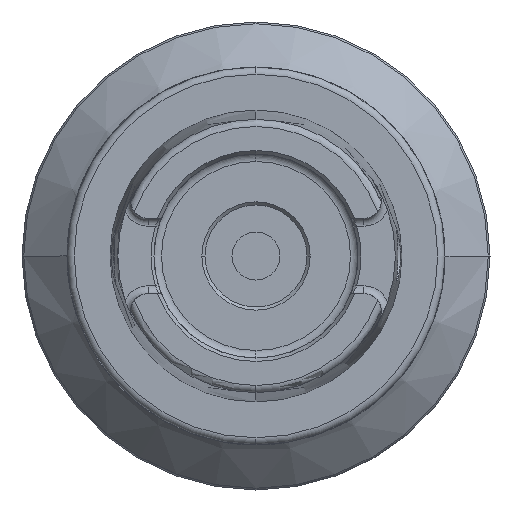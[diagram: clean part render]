
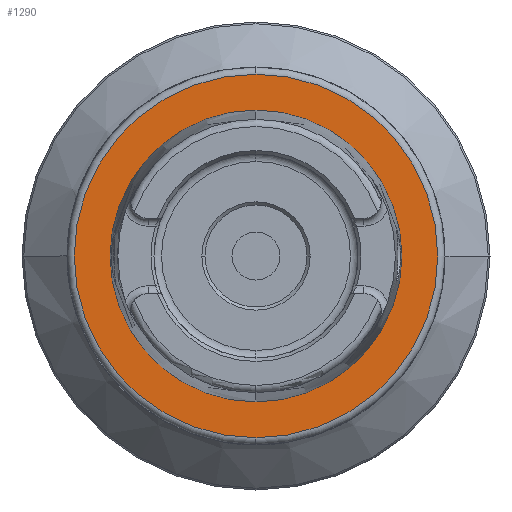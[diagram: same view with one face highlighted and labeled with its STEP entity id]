
A CAD part, left-side view. The second image highlights one B-rep face of the part: STEP entity #1290.
In plain terms, the highlighted planar face has unit normal (-1, 0, 0).
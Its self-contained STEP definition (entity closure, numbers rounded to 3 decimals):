
#418 = DIRECTION ( 'NONE',  ( -1., 0., 0. ) ) ;
#516 = CARTESIAN_POINT ( 'NONE',  ( 0., -30.3, 0. ) ) ;
#654 = CIRCLE ( 'NONE', #7813, 30.3 ) ;
#687 = ORIENTED_EDGE ( 'NONE', *, *, #2961, .F. ) ;
#752 = DIRECTION ( 'NONE',  ( 0., 1., 0. ) ) ;
#1015 = ORIENTED_EDGE ( 'NONE', *, *, #8290, .T. ) ;
#1290 = ADVANCED_FACE ( 'NONE', ( #7208, #9056 ), #6311, .T. ) ;
#2610 = CARTESIAN_POINT ( 'NONE',  ( 0., 0., 0. ) ) ;
#2892 = ORIENTED_EDGE ( 'NONE', *, *, #5551, .F. ) ;
#2961 = EDGE_CURVE ( 'NONE', #3319, #5098, #654, .T. ) ;
#3033 = VERTEX_POINT ( 'NONE', #9865 ) ;
#3074 = CARTESIAN_POINT ( 'NONE',  ( 0., 0., 0. ) ) ;
#3319 = VERTEX_POINT ( 'NONE', #8220 ) ;
#4200 = DIRECTION ( 'NONE',  ( 1., 0., 0. ) ) ;
#4815 = CARTESIAN_POINT ( 'NONE',  ( 0., -24.321, 0. ) ) ;
#5066 = DIRECTION ( 'NONE',  ( 0., 1., 0. ) ) ;
#5098 = VERTEX_POINT ( 'NONE', #516 ) ;
#5203 = CARTESIAN_POINT ( 'NONE',  ( 0., 24.321, 0. ) ) ;
#5417 = EDGE_CURVE ( 'NONE', #3033, #10242, #7746, .T. ) ;
#5478 = CIRCLE ( 'NONE', #11811, 30.3 ) ;
#5551 = EDGE_CURVE ( 'NONE', #5098, #3319, #5478, .T. ) ;
#5592 = EDGE_LOOP ( 'NONE', ( #687, #2892 ) ) ;
#6031 = ORIENTED_EDGE ( 'NONE', *, *, #5417, .T. ) ;
#6169 = AXIS2_PLACEMENT_3D ( 'NONE', #11976, #11020, #6185 ) ;
#6185 = DIRECTION ( 'NONE',  ( 0., 1., 0. ) ) ;
#6311 = PLANE ( 'NONE',  #7149 ) ;
#7149 = AXIS2_PLACEMENT_3D ( 'NONE', #5203, #418, #11084 ) ;
#7208 = FACE_BOUND ( 'NONE', #11586, .T. ) ;
#7547 = DIRECTION ( 'NONE',  ( 1., 0., 0. ) ) ;
#7746 = CIRCLE ( 'NONE', #10177, 24.321 ) ;
#7813 = AXIS2_PLACEMENT_3D ( 'NONE', #11529, #10937, #5066 ) ;
#8220 = CARTESIAN_POINT ( 'NONE',  ( 0., 30.3, 0. ) ) ;
#8290 = EDGE_CURVE ( 'NONE', #10242, #3033, #9014, .T. ) ;
#9014 = CIRCLE ( 'NONE', #6169, 24.321 ) ;
#9056 = FACE_OUTER_BOUND ( 'NONE', #5592, .T. ) ;
#9865 = CARTESIAN_POINT ( 'NONE',  ( 0., 24.321, 0. ) ) ;
#10177 = AXIS2_PLACEMENT_3D ( 'NONE', #3074, #4200, #12076 ) ;
#10242 = VERTEX_POINT ( 'NONE', #4815 ) ;
#10937 = DIRECTION ( 'NONE',  ( 1., 0., 0. ) ) ;
#11020 = DIRECTION ( 'NONE',  ( 1., 0., 0. ) ) ;
#11084 = DIRECTION ( 'NONE',  ( 0., -1., 0. ) ) ;
#11529 = CARTESIAN_POINT ( 'NONE',  ( 0., 0., 0. ) ) ;
#11586 = EDGE_LOOP ( 'NONE', ( #6031, #1015 ) ) ;
#11811 = AXIS2_PLACEMENT_3D ( 'NONE', #2610, #7547, #752 ) ;
#11976 = CARTESIAN_POINT ( 'NONE',  ( 0., 0., 0. ) ) ;
#12076 = DIRECTION ( 'NONE',  ( 0., 1., 0. ) ) ;
